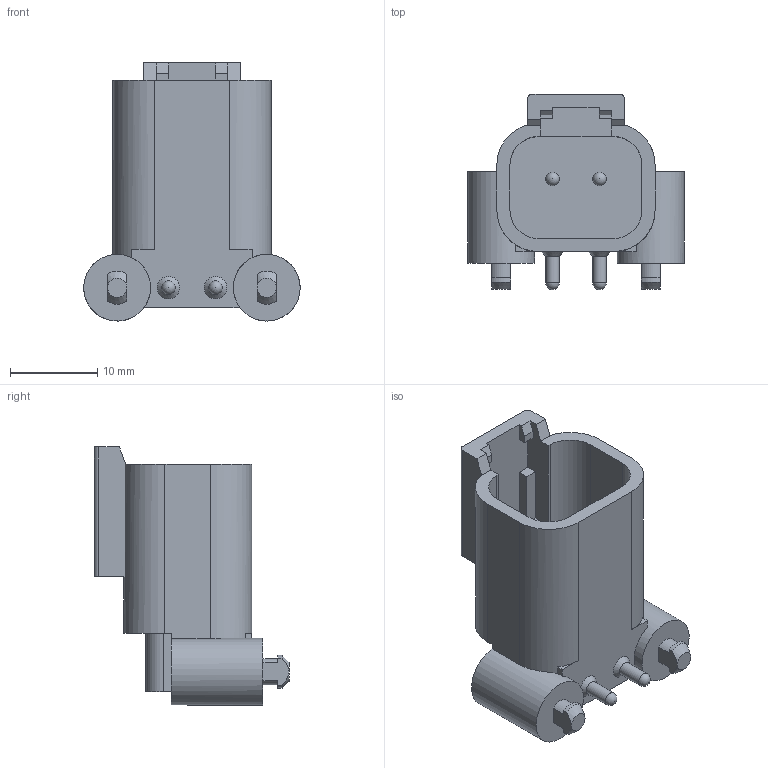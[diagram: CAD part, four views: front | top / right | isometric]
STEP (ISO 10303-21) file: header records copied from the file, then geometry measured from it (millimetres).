
FILE_DESCRIPTION(/* description */ ('STEP AP214'),/* implementation_level */ '2;1');
FILE_NAME(/* name */ 'ATF13-2P-BM03',/* time_stamp */ '2023-10-29T23:08:21+01:00',/* author */ ('License CC BY-ND 4.0'),/* organization */ ('CADENAS'),/* preprocessor_version */ 'ST-DEVELOPER v19.3',/* originating_system */ 'PARTsolutions',/* authorisation */ ' ');
FILE_SCHEMA (('AUTOMOTIVE_DESIGN {1 0 10303 214 3 1 1}'));
Length unit declared in the file: millimetre
Products named in the file (1): ATF13-2P-BM03
Bounding box: 24.82 x 22.4 x 29.63 mm (x, y, z)
Volume: 4367.1 mm3; surface area: 3483.2 mm2
Topology: 1 solids, 1 shells, 94 faces, 266 edges, 176 vertices
Faces by surface type: plane 58, cylinder 26, cone 6, sphere 4
Full cylindrical faces by diameter (mm): 1.57 x4, 7.66 x2
Entity records: 3575 total; most frequent: CARTESIAN_POINT 541, ORIENTED_EDGE 484, DIRECTION 484, EDGE_CURVE 242, LINE 170, VECTOR 170, VERTEX_POINT 164, AXIS2_PLACEMENT_3D 157
